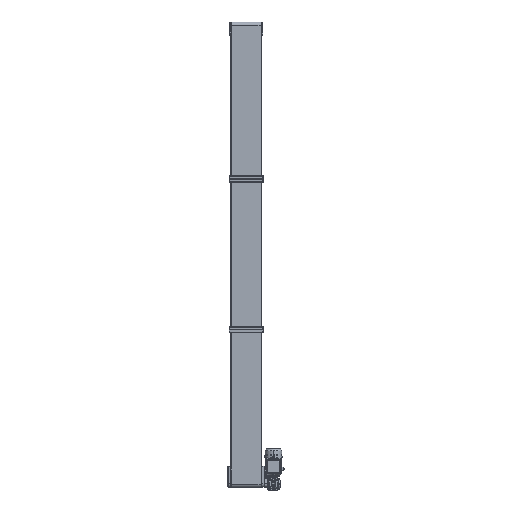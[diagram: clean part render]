
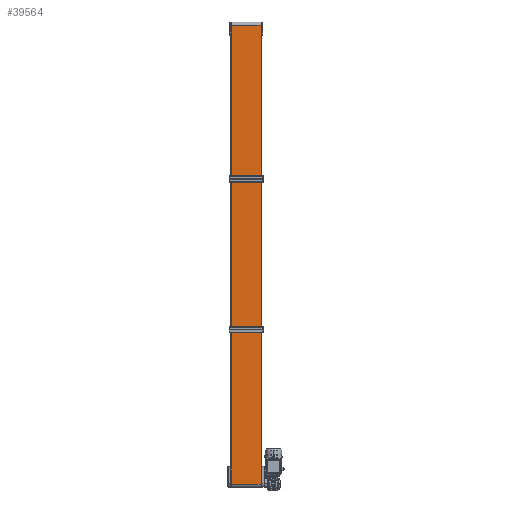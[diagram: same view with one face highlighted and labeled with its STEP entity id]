
A CAD part, front view. The second image highlights one B-rep face of the part: STEP entity #39564.
In plain terms, the highlighted planar face has unit normal (0, -1, 0).
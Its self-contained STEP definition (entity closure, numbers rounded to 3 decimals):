
#69 = VERTEX_POINT ( 'NONE', #49511 ) ;
#1908 = ORIENTED_EDGE ( 'NONE', *, *, #128894, .T. ) ;
#13403 = CARTESIAN_POINT ( 'NONE',  ( 197.5, -22.282, -114.891 ) ) ;
#16066 = VECTOR ( 'NONE', #150603, 1000. ) ;
#16089 = VECTOR ( 'NONE', #62164, 1000. ) ;
#23158 = EDGE_CURVE ( 'NONE', #69, #50527, #172166, .T. ) ;
#27674 = LINE ( 'NONE', #123683, #16089 ) ;
#28349 = PLANE ( 'NONE',  #186950 ) ;
#32333 = VERTEX_POINT ( 'NONE', #60936 ) ;
#39564 = ADVANCED_FACE ( 'NONE', ( #41337 ), #28349, .F. ) ;
#41337 = FACE_OUTER_BOUND ( 'NONE', #169299, .T. ) ;
#49511 = CARTESIAN_POINT ( 'NONE',  ( 2.5, -22.282, 2886.891 ) ) ;
#50527 = VERTEX_POINT ( 'NONE', #106460 ) ;
#50881 = CARTESIAN_POINT ( 'NONE',  ( 2.5, -22.282, -114.891 ) ) ;
#59392 = CARTESIAN_POINT ( 'NONE',  ( 197.5, -22.282, -114.891 ) ) ;
#60638 = CARTESIAN_POINT ( 'NONE',  ( 197.5, -22.282, 2886.891 ) ) ;
#60936 = CARTESIAN_POINT ( 'NONE',  ( 197.5, -22.282, 2886.891 ) ) ;
#62164 = DIRECTION ( 'NONE',  ( 0., 0., -1. ) ) ;
#65163 = ORIENTED_EDGE ( 'NONE', *, *, #23158, .T. ) ;
#87936 = EDGE_CURVE ( 'NONE', #32333, #137082, #27674, .T. ) ;
#91176 = LINE ( 'NONE', #59392, #170695 ) ;
#94413 = VECTOR ( 'NONE', #121208, 1000. ) ;
#97325 = ORIENTED_EDGE ( 'NONE', *, *, #135255, .F. ) ;
#106460 = CARTESIAN_POINT ( 'NONE',  ( 2.5, -22.282, -114.891 ) ) ;
#119023 = DIRECTION ( 'NONE',  ( -1., 0., 0. ) ) ;
#121208 = DIRECTION ( 'NONE',  ( -1., 0., 0. ) ) ;
#123683 = CARTESIAN_POINT ( 'NONE',  ( 197.5, -22.282, -114.891 ) ) ;
#128894 = EDGE_CURVE ( 'NONE', #32333, #69, #136135, .T. ) ;
#131741 = DIRECTION ( 'NONE',  ( 0., 1., 0. ) ) ;
#133935 = CARTESIAN_POINT ( 'NONE',  ( 197.5, -22.282, -114.891 ) ) ;
#135255 = EDGE_CURVE ( 'NONE', #137082, #50527, #91176, .T. ) ;
#136135 = LINE ( 'NONE', #60638, #94413 ) ;
#137082 = VERTEX_POINT ( 'NONE', #133935 ) ;
#150603 = DIRECTION ( 'NONE',  ( 0., 0., -1. ) ) ;
#151552 = DIRECTION ( 'NONE',  ( 0., 0., 1. ) ) ;
#154871 = ORIENTED_EDGE ( 'NONE', *, *, #87936, .F. ) ;
#169299 = EDGE_LOOP ( 'NONE', ( #65163, #97325, #154871, #1908 ) ) ;
#170695 = VECTOR ( 'NONE', #119023, 1000. ) ;
#172166 = LINE ( 'NONE', #50881, #16066 ) ;
#186950 = AXIS2_PLACEMENT_3D ( 'NONE', #13403, #131741, #151552 ) ;
